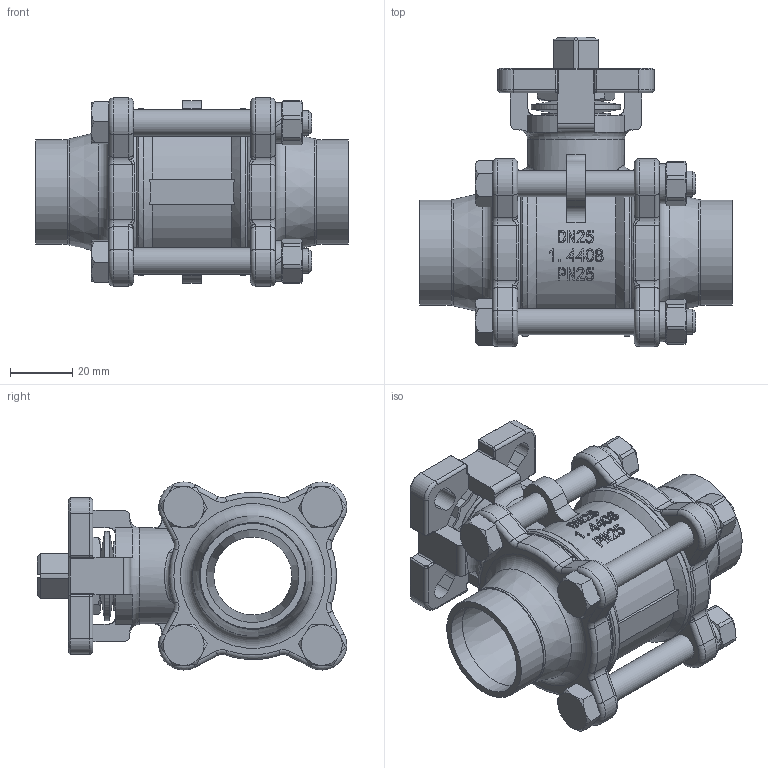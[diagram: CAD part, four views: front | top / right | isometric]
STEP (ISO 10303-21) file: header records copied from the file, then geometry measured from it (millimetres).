
FILE_DESCRIPTION (( 'STEP AP203' ), '1' );
FILE_NAME ('×°ÅäÌå1-900131450040104.STEP', '2026-02-03T02:49:40', ( '' ), ( '' ), 'SwSTEP 2.0', 'SolidWorks 2019', '' );
FILE_SCHEMA (( 'CONFIG_CONTROL_DESIGN' ));
Length unit declared in the file: millimetre
Products named in the file (1): 蚾饜极1-900131450040104
Bounding box: 100 x 99.09 x 60.19 mm (x, y, z)
Volume: 168134.8 mm3; surface area: 68988 mm2
Topology: 21 solids, 21 shells, 1039 faces, 2594 edges, 1628 vertices
Faces by surface type: plane 433, cylinder 242, cone 145, bspline 117, torus 99, sphere 3
Full cylindrical faces by diameter (mm): 6.647 x4, 8 x4, 8.4 x4, 8.5 x10, 8.68 x4, 12.7 x1, 12.88 x4, 13.096 x1, 14.287 x1, 14.4 x2, 15 x2, 15.3 x1, 21.9 x1, 22 x2, 25 x1, 28.58 x2, 29.7 x2, 31 x1, 33 x1, 33.7 x2, 53.5 x2
Entity records: 54701 total; most frequent: CARTESIAN_POINT 31388, ORIENTED_EDGE 4934, DIRECTION 4481, EDGE_CURVE 2467, AXIS2_PLACEMENT_3D 1747, VERTEX_POINT 1605, EDGE_LOOP 1234, FACE_OUTER_BOUND 1102
